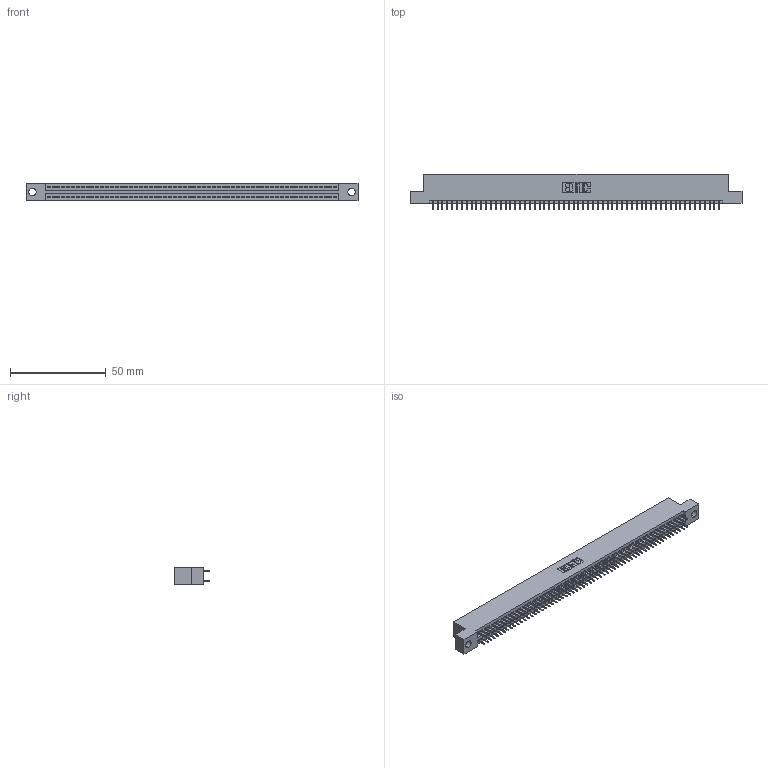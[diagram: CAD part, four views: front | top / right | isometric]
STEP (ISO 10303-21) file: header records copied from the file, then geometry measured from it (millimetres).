
FILE_DESCRIPTION (( 'STEP AP203' ), '1' );
FILE_NAME ('395-120-525-204.STEP', '2020-09-25T22:05:22', ( '' ), ( '' ), 'SwSTEP 2.0', 'SolidWorks 2020', '' );
FILE_SCHEMA (( 'CONFIG_CONTROL_DESIGN' ));
Length unit declared in the file: inch
Products named in the file (3): 395-120-525-204; 345 Part_Flush Mounting Lugs - 0.156 Dia-TH; 345-292-001_345-293-125
Assembly tree (121 placements, depth 2):
  395-120-525-204
    345 Part_Flush Mounting Lugs - 0.156 Dia-TH
    345-292-001_345-293-125  x120
Bounding box: 173.61 x 18.72 x 9.4 mm (x, y, z)
Volume: 16746.3 mm3; surface area: 24322.4 mm2
Topology: 121 solids, 121 shells, 6606 faces, 18701 edges, 11986 vertices
Faces by surface type: plane 4760, cylinder 1846
Entity records: 44731 total; most frequent: CARTESIAN_POINT 7480, ORIENTED_EDGE 7414, DIRECTION 6575, EDGE_CURVE 3707, LINE 3339, VECTOR 3339, VERTEX_POINT 2466, AXIS2_PLACEMENT_3D 1618
